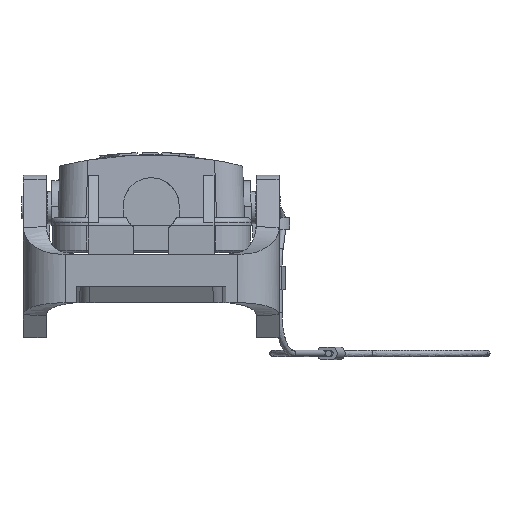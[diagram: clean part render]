
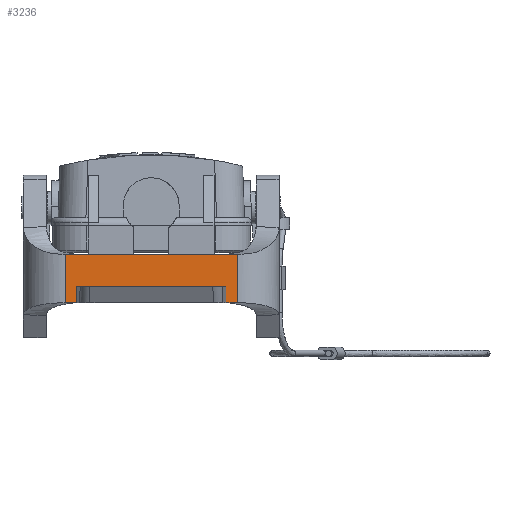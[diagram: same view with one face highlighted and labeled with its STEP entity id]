
A CAD part, left-side view. The second image highlights one B-rep face of the part: STEP entity #3236.
In plain terms, the highlighted planar face has unit normal (-1, 0, 0).
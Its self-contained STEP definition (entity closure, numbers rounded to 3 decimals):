
#3236=ADVANCED_FACE('',(#3904),#3509,.F.);
#3509=PLANE('',#11370);
#3904=FACE_OUTER_BOUND('',#4449,.T.);
#4449=EDGE_LOOP('',(#6683,#6684,#6685,#6686,#6687,#6688,#6689,#6690));
#6683=ORIENTED_EDGE('',*,*,#8870,.F.);
#6684=ORIENTED_EDGE('',*,*,#8871,.T.);
#6685=ORIENTED_EDGE('',*,*,#8872,.T.);
#6686=ORIENTED_EDGE('',*,*,#8844,.T.);
#6687=ORIENTED_EDGE('',*,*,#8869,.F.);
#6688=ORIENTED_EDGE('',*,*,#8873,.T.);
#6689=ORIENTED_EDGE('',*,*,#8836,.T.);
#6690=ORIENTED_EDGE('',*,*,#8874,.T.);
#7686=VERTEX_POINT('',#19570);
#7687=VERTEX_POINT('',#19571);
#7690=VERTEX_POINT('',#19586);
#7691=VERTEX_POINT('',#19587);
#7701=VERTEX_POINT('',#19722);
#7702=VERTEX_POINT('',#19726);
#7703=VERTEX_POINT('',#19727);
#7704=VERTEX_POINT('',#19729);
#8836=EDGE_CURVE('',#7686,#7687,#9606,.T.);
#8844=EDGE_CURVE('',#7690,#7691,#9614,.T.);
#8869=EDGE_CURVE('',#7701,#7691,#9633,.T.);
#8870=EDGE_CURVE('',#7702,#7703,#9634,.T.);
#8871=EDGE_CURVE('',#7702,#7704,#9635,.T.);
#8872=EDGE_CURVE('',#7704,#7690,#9636,.T.);
#8873=EDGE_CURVE('',#7701,#7686,#9637,.T.);
#8874=EDGE_CURVE('',#7687,#7703,#9638,.T.);
#9606=LINE('',#19569,#10354);
#9614=LINE('',#19585,#10362);
#9633=LINE('',#19723,#10381);
#9634=LINE('',#19725,#10382);
#9635=LINE('',#19728,#10383);
#9636=LINE('',#19730,#10384);
#9637=LINE('',#19731,#10385);
#9638=LINE('',#19732,#10386);
#10354=VECTOR('',#13156,1.);
#10362=VECTOR('',#13172,1.);
#10381=VECTOR('',#13221,1.);
#10382=VECTOR('',#13224,1.);
#10383=VECTOR('',#13225,1.);
#10384=VECTOR('',#13226,1.);
#10385=VECTOR('',#13227,1.);
#10386=VECTOR('',#13228,1.);
#11370=AXIS2_PLACEMENT_3D('',#19733,#13229,#13230);
#13156=DIRECTION('',(0.,0.,1.));
#13172=DIRECTION('',(0.,1.,0.));
#13221=DIRECTION('',(0.,0.,1.));
#13224=DIRECTION('',(0.,0.,1.));
#13225=DIRECTION('',(0.,-1.,0.));
#13226=DIRECTION('',(0.,0.,1.));
#13227=DIRECTION('',(0.,-1.,0.));
#13228=DIRECTION('',(0.,-1.,0.));
#13229=DIRECTION('',(1.,0.,0.));
#13230=DIRECTION('',(0.,0.,-1.));
#19569=CARTESIAN_POINT('',(-54.7,16.054,-16.642));
#19570=CARTESIAN_POINT('',(-54.7,16.054,-16.642));
#19571=CARTESIAN_POINT('',(-54.7,16.054,-13.142));
#19585=CARTESIAN_POINT('',(-54.7,-1.945,-6.142));
#19586=CARTESIAN_POINT('',(-54.7,-18.5,-6.142));
#19587=CARTESIAN_POINT('',(-54.7,18.5,-6.142));
#19722=CARTESIAN_POINT('',(-54.7,18.5,-16.642));
#19723=CARTESIAN_POINT('',(-54.7,18.5,-16.146));
#19725=CARTESIAN_POINT('',(-54.7,-16.054,-6.042));
#19726=CARTESIAN_POINT('',(-54.7,-16.054,-16.642));
#19727=CARTESIAN_POINT('',(-54.7,-16.054,-13.142));
#19728=CARTESIAN_POINT('',(-54.7,-1.945,-16.642));
#19729=CARTESIAN_POINT('',(-54.7,-18.5,-16.642));
#19730=CARTESIAN_POINT('',(-54.7,-18.5,-16.146));
#19731=CARTESIAN_POINT('',(-54.7,-1.945,-16.642));
#19732=CARTESIAN_POINT('',(-54.7,16.854,-13.142));
#19733=CARTESIAN_POINT('',(-54.7,-1.945,-6.042));
